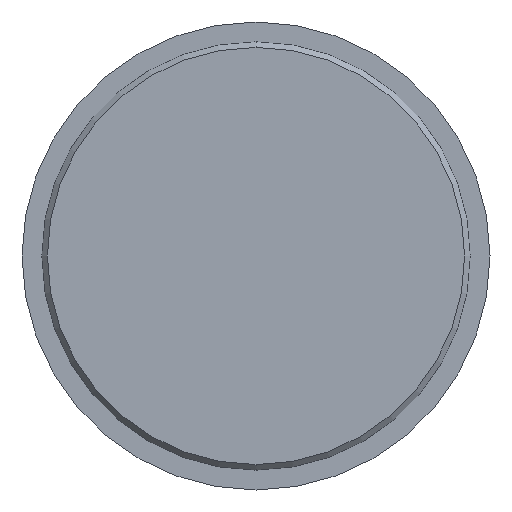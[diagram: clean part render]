
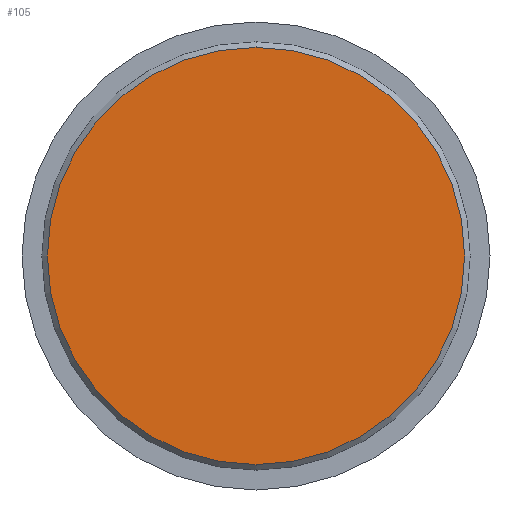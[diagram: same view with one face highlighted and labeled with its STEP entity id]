
A CAD part, front view. The second image highlights one B-rep face of the part: STEP entity #105.
In plain terms, the highlighted planar face has unit normal (0, -1, 0).
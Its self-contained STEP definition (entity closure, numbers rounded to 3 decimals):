
#6 = CARTESIAN_POINT ( 'NONE',  ( 0., 0., -18.9 ) ) ;
#7 = EDGE_LOOP ( 'NONE', ( #129, #410 ) ) ;
#30 = CARTESIAN_POINT ( 'NONE',  ( 0., 0., 0. ) ) ;
#50 = CIRCLE ( 'NONE', #448, 18.9 ) ;
#68 = CIRCLE ( 'NONE', #359, 18.9 ) ;
#84 = DIRECTION ( 'NONE',  ( 0., 1., 0. ) ) ;
#105 = ADVANCED_FACE ( 'NONE', ( #449 ), #446, .F. ) ;
#115 = CARTESIAN_POINT ( 'NONE',  ( 0., 0., 0. ) ) ;
#118 = DIRECTION ( 'NONE',  ( 0., 0., 1. ) ) ;
#129 = ORIENTED_EDGE ( 'NONE', *, *, #327, .F. ) ;
#188 = AXIS2_PLACEMENT_3D ( 'NONE', #30, #276, #307 ) ;
#191 = CARTESIAN_POINT ( 'NONE',  ( 0., 0., 18.9 ) ) ;
#225 = VERTEX_POINT ( 'NONE', #191 ) ;
#276 = DIRECTION ( 'NONE',  ( 0., 1., 0. ) ) ;
#307 = DIRECTION ( 'NONE',  ( 0., 0., 1. ) ) ;
#318 = VERTEX_POINT ( 'NONE', #6 ) ;
#327 = EDGE_CURVE ( 'NONE', #225, #318, #50, .T. ) ;
#342 = EDGE_CURVE ( 'NONE', #318, #225, #68, .T. ) ;
#359 = AXIS2_PLACEMENT_3D ( 'NONE', #432, #392, #360 ) ;
#360 = DIRECTION ( 'NONE',  ( 0., 0., 1. ) ) ;
#392 = DIRECTION ( 'NONE',  ( 0., 1., 0. ) ) ;
#410 = ORIENTED_EDGE ( 'NONE', *, *, #342, .F. ) ;
#432 = CARTESIAN_POINT ( 'NONE',  ( 0., 0., 0. ) ) ;
#446 = PLANE ( 'NONE',  #188 ) ;
#448 = AXIS2_PLACEMENT_3D ( 'NONE', #115, #84, #118 ) ;
#449 = FACE_OUTER_BOUND ( 'NONE', #7, .T. ) ;
